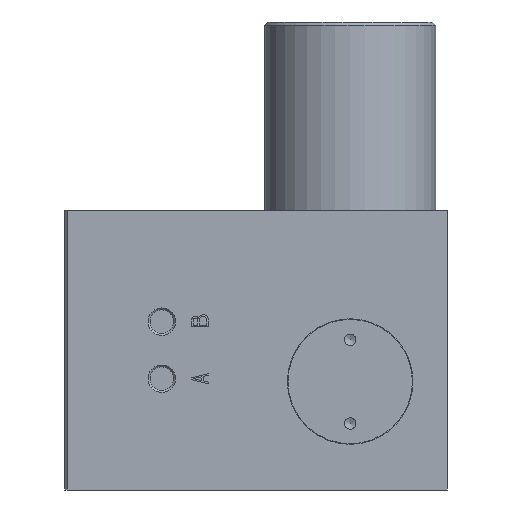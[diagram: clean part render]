
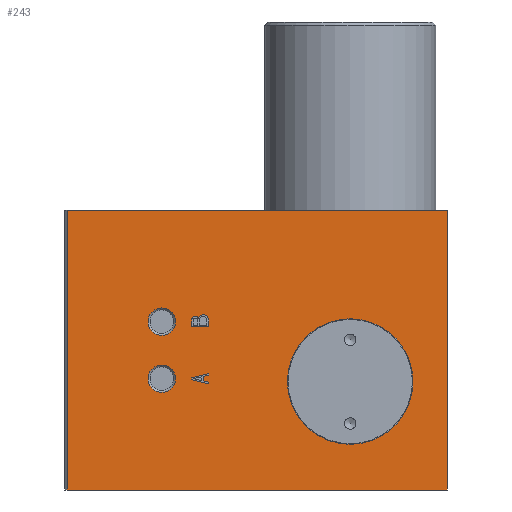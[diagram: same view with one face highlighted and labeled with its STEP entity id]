
A CAD part, left-side view. The second image highlights one B-rep face of the part: STEP entity #243.
In plain terms, the highlighted face is planar.
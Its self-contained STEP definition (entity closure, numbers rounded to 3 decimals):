
#243 = ADVANCED_FACE( '', ( #583, #584, #585, #586, #587, #588 ), #589, .F. );
#583 = FACE_BOUND( '', #1048, .T. );
#584 = FACE_OUTER_BOUND( '', #1049, .T. );
#585 = FACE_BOUND( '', #1050, .T. );
#586 = FACE_BOUND( '', #1051, .T. );
#587 = FACE_BOUND( '', #1052, .T. );
#588 = FACE_BOUND( '', #1053, .T. );
#589 = PLANE( '', #1054 );
#1048 = EDGE_LOOP( '', ( #1661, #1662, #1663, #1664, #1665, #1666, #1667, #1668 ) );
#1049 = EDGE_LOOP( '', ( #1669, #1670, #1671, #1672 ) );
#1050 = EDGE_LOOP( '', ( #1673 ) );
#1051 = EDGE_LOOP( '', ( #1674 ) );
#1052 = EDGE_LOOP( '', ( #1675 ) );
#1053 = EDGE_LOOP( '', ( #1676, #1677, #1678, #1679, #1680 ) );
#1054 = AXIS2_PLACEMENT_3D( '', #1681, #1682, #1683 );
#1661 = ORIENTED_EDGE( '', *, *, #2580, .T. );
#1662 = ORIENTED_EDGE( '', *, *, #2581, .T. );
#1663 = ORIENTED_EDGE( '', *, *, #2582, .T. );
#1664 = ORIENTED_EDGE( '', *, *, #2583, .T. );
#1665 = ORIENTED_EDGE( '', *, *, #2458, .T. );
#1666 = ORIENTED_EDGE( '', *, *, #2584, .T. );
#1667 = ORIENTED_EDGE( '', *, *, #2585, .T. );
#1668 = ORIENTED_EDGE( '', *, *, #2468, .T. );
#1669 = ORIENTED_EDGE( '', *, *, #2586, .T. );
#1670 = ORIENTED_EDGE( '', *, *, #2587, .F. );
#1671 = ORIENTED_EDGE( '', *, *, #2588, .F. );
#1672 = ORIENTED_EDGE( '', *, *, #2589, .T. );
#1673 = ORIENTED_EDGE( '', *, *, #2590, .F. );
#1674 = ORIENTED_EDGE( '', *, *, #2591, .F. );
#1675 = ORIENTED_EDGE( '', *, *, #2592, .T. );
#1676 = ORIENTED_EDGE( '', *, *, #2453, .T. );
#1677 = ORIENTED_EDGE( '', *, *, #2593, .T. );
#1678 = ORIENTED_EDGE( '', *, *, #2594, .T. );
#1679 = ORIENTED_EDGE( '', *, *, #2595, .T. );
#1680 = ORIENTED_EDGE( '', *, *, #2596, .T. );
#1681 = CARTESIAN_POINT( '', ( 24.5, 0., -66. ) );
#1682 = DIRECTION( '', ( 0., 0., 1. ) );
#1683 = DIRECTION( '', ( 1., 0., 0. ) );
#2453 = EDGE_CURVE( '', #2868, #2869, #2870, .T. );
#2458 = EDGE_CURVE( '', #2877, #2878, #2879, .T. );
#2468 = EDGE_CURVE( '', #2891, #2892, #2893, .T. );
#2580 = EDGE_CURVE( '', #2892, #3072, #3073, .T. );
#2581 = EDGE_CURVE( '', #3072, #3074, #3075, .T. );
#2582 = EDGE_CURVE( '', #3074, #3076, #3077, .T. );
#2583 = EDGE_CURVE( '', #3076, #2877, #3078, .T. );
#2584 = EDGE_CURVE( '', #2878, #3079, #3080, .T. );
#2585 = EDGE_CURVE( '', #3079, #2891, #3081, .T. );
#2586 = EDGE_CURVE( '', #3082, #3083, #3084, .T. );
#2587 = EDGE_CURVE( '', #3085, #3083, #3086, .T. );
#2588 = EDGE_CURVE( '', #3087, #3085, #3088, .T. );
#2589 = EDGE_CURVE( '', #3087, #3082, #3089, .T. );
#2590 = EDGE_CURVE( '', #3090, #3090, #3091, .F. );
#2591 = EDGE_CURVE( '', #3092, #3092, #3093, .F. );
#2592 = EDGE_CURVE( '', #3094, #3094, #3095, .T. );
#2593 = EDGE_CURVE( '', #2869, #3096, #3097, .T. );
#2594 = EDGE_CURVE( '', #3096, #3098, #3099, .T. );
#2595 = EDGE_CURVE( '', #3098, #3100, #3101, .T. );
#2596 = EDGE_CURVE( '', #3100, #2868, #3102, .T. );
#2868 = VERTEX_POINT( '', #3473 );
#2869 = VERTEX_POINT( '', #3474 );
#2870 = CIRCLE( '', #3475, 0.652 );
#2877 = VERTEX_POINT( '', #3484 );
#2878 = VERTEX_POINT( '', #3485 );
#2879 = LINE( '', #3486, #3487 );
#2891 = VERTEX_POINT( '', #3501 );
#2892 = VERTEX_POINT( '', #3502 );
#2893 = LINE( '', #3503, #3504 );
#3072 = VERTEX_POINT( '', #3812 );
#3073 = LINE( '', #3813, #3814 );
#3074 = VERTEX_POINT( '', #3815 );
#3075 = LINE( '', #3816, #3817 );
#3076 = VERTEX_POINT( '', #3818 );
#3077 = LINE( '', #3819, #3820 );
#3078 = LINE( '', #3821, #3822 );
#3079 = VERTEX_POINT( '', #3823 );
#3080 = LINE( '', #3824, #3825 );
#3081 = LINE( '', #3826, #3827 );
#3082 = VERTEX_POINT( '', #3828 );
#3083 = VERTEX_POINT( '', #3829 );
#3084 = LINE( '', #3830, #3831 );
#3085 = VERTEX_POINT( '', #3832 );
#3086 = LINE( '', #3833, #3834 );
#3087 = VERTEX_POINT( '', #3835 );
#3088 = LINE( '', #3836, #3837 );
#3089 = LINE( '', #3838, #3839 );
#3090 = VERTEX_POINT( '', #3840 );
#3091 = CIRCLE( '', #3841, 2.4 );
#3092 = VERTEX_POINT( '', #3842 );
#3093 = CIRCLE( '', #3843, 2.4 );
#3094 = VERTEX_POINT( '', #3844 );
#3095 = CIRCLE( '', #3845, 11. );
#3096 = VERTEX_POINT( '', #3846 );
#3097 = CIRCLE( '', #3847, 0.93 );
#3098 = VERTEX_POINT( '', #3848 );
#3099 = LINE( '', #3849, #3850 );
#3100 = VERTEX_POINT( '', #3851 );
#3101 = LINE( '', #3852, #3853 );
#3102 = LINE( '', #3854, #3855 );
#3473 = CARTESIAN_POINT( '', ( -5.3, 44.8, -66. ) );
#3474 = CARTESIAN_POINT( '', ( -5.6, 43.6, -66. ) );
#3475 = AXIS2_PLACEMENT_3D( '', #4253, #4254, #4255 );
#3484 = CARTESIAN_POINT( '', ( 5.4, 42.7, -66. ) );
#3485 = CARTESIAN_POINT( '', ( 5.6, 41.8, -66. ) );
#3486 = CARTESIAN_POINT( '', ( 5.4, 42.7, -66. ) );
#3487 = VECTOR( '', #4261, 1000. );
#3501 = CARTESIAN_POINT( '', ( 5.15, 44.8, -66. ) );
#3502 = CARTESIAN_POINT( '', ( 4.85, 44.8, -66. ) );
#3503 = CARTESIAN_POINT( '', ( 5.15, 44.8, -66. ) );
#3504 = VECTOR( '', #4273, 1000. );
#3812 = CARTESIAN_POINT( '', ( 4.1, 41.8, -66. ) );
#3813 = CARTESIAN_POINT( '', ( 4.85, 44.8, -66. ) );
#3814 = VECTOR( '', #4403, 1000. );
#3815 = CARTESIAN_POINT( '', ( 4.4, 41.8, -66. ) );
#3816 = CARTESIAN_POINT( '', ( 4.1, 41.8, -66. ) );
#3817 = VECTOR( '', #4404, 1000. );
#3818 = CARTESIAN_POINT( '', ( 4.6, 42.7, -66. ) );
#3819 = CARTESIAN_POINT( '', ( 4.4, 41.8, -66. ) );
#3820 = VECTOR( '', #4405, 1000. );
#3821 = CARTESIAN_POINT( '', ( 4.6, 42.7, -66. ) );
#3822 = VECTOR( '', #4406, 1000. );
#3823 = CARTESIAN_POINT( '', ( 5.9, 41.8, -66. ) );
#3824 = CARTESIAN_POINT( '', ( 5.6, 41.8, -66. ) );
#3825 = VECTOR( '', #4407, 1000. );
#3826 = CARTESIAN_POINT( '', ( 5.9, 41.8, -66. ) );
#3827 = VECTOR( '', #4408, 1000. );
#3828 = CARTESIAN_POINT( '', ( -24.5, 0., -66. ) );
#3829 = CARTESIAN_POINT( '', ( -24.5, 66.6, -66. ) );
#3830 = CARTESIAN_POINT( '', ( -24.5, 0., -66. ) );
#3831 = VECTOR( '', #4409, 1000. );
#3832 = CARTESIAN_POINT( '', ( 24.5, 66.6, -66. ) );
#3833 = CARTESIAN_POINT( '', ( 24.5, 66.6, -66. ) );
#3834 = VECTOR( '', #4410, 1000. );
#3835 = CARTESIAN_POINT( '', ( 24.5, 0., -66. ) );
#3836 = CARTESIAN_POINT( '', ( 24.5, 0., -66. ) );
#3837 = VECTOR( '', #4411, 1000. );
#3838 = CARTESIAN_POINT( '', ( 24.5, 0., -66. ) );
#3839 = VECTOR( '', #4412, 1000. );
#3840 = CARTESIAN_POINT( '', ( 7.4, 50., -66. ) );
#3841 = AXIS2_PLACEMENT_3D( '', #4413, #4414, #4415 );
#3842 = CARTESIAN_POINT( '', ( -2.6, 50., -66. ) );
#3843 = AXIS2_PLACEMENT_3D( '', #4416, #4417, #4418 );
#3844 = CARTESIAN_POINT( '', ( 16.5, 17., -66. ) );
#3845 = AXIS2_PLACEMENT_3D( '', #4419, #4420, #4421 );
#3846 = CARTESIAN_POINT( '', ( -5.3, 41.8, -66. ) );
#3847 = AXIS2_PLACEMENT_3D( '', #4422, #4423, #4424 );
#3848 = CARTESIAN_POINT( '', ( -4.1, 41.8, -66. ) );
#3849 = CARTESIAN_POINT( '', ( -5.3, 41.8, -66. ) );
#3850 = VECTOR( '', #4425, 1000. );
#3851 = CARTESIAN_POINT( '', ( -4.1, 44.8, -66. ) );
#3852 = CARTESIAN_POINT( '', ( -4.1, 41.8, -66. ) );
#3853 = VECTOR( '', #4426, 1000. );
#3854 = CARTESIAN_POINT( '', ( -4.1, 44.8, -66. ) );
#3855 = VECTOR( '', #4427, 1000. );
#4253 = CARTESIAN_POINT( '', ( -5.25, 44.15, -66. ) );
#4254 = DIRECTION( '', ( 0., 0., 1. ) );
#4255 = DIRECTION( '', ( 1., 0., 0. ) );
#4261 = DIRECTION( '', ( 0.217, -0.976, 0. ) );
#4273 = DIRECTION( '', ( -1., 0., 0. ) );
#4403 = DIRECTION( '', ( -0.243, -0.97, 0. ) );
#4404 = DIRECTION( '', ( 1., 0., 0. ) );
#4405 = DIRECTION( '', ( 0.217, 0.976, 0. ) );
#4406 = DIRECTION( '', ( 1., 0., 0. ) );
#4407 = DIRECTION( '', ( 1., 0., 0. ) );
#4408 = DIRECTION( '', ( -0.243, 0.97, 0. ) );
#4409 = DIRECTION( '', ( 0., 1., 0. ) );
#4410 = DIRECTION( '', ( -1., 0., 0. ) );
#4411 = DIRECTION( '', ( 0., 1., 0. ) );
#4412 = DIRECTION( '', ( -1., 0., 0. ) );
#4413 = CARTESIAN_POINT( '', ( 5., 50., -66. ) );
#4414 = DIRECTION( '', ( 0., 0., 1. ) );
#4415 = DIRECTION( '', ( 1., 0., 0. ) );
#4416 = CARTESIAN_POINT( '', ( -5., 50., -66. ) );
#4417 = DIRECTION( '', ( 0., 0., 1. ) );
#4418 = DIRECTION( '', ( 1., 0., 0. ) );
#4419 = CARTESIAN_POINT( '', ( 5.5, 17., -66. ) );
#4420 = DIRECTION( '', ( 0., 0., 1. ) );
#4421 = DIRECTION( '', ( 1., 0., 0. ) );
#4422 = CARTESIAN_POINT( '', ( -5.27, 42.73, -66. ) );
#4423 = DIRECTION( '', ( 0., 0., 1. ) );
#4424 = DIRECTION( '', ( 1., 0., 0. ) );
#4425 = DIRECTION( '', ( 1., 0., 0. ) );
#4426 = DIRECTION( '', ( 0., 1., 0. ) );
#4427 = DIRECTION( '', ( -1., 0., 0. ) );
